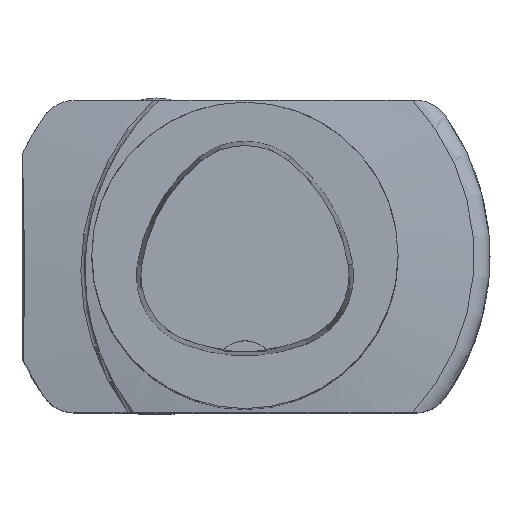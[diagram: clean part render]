
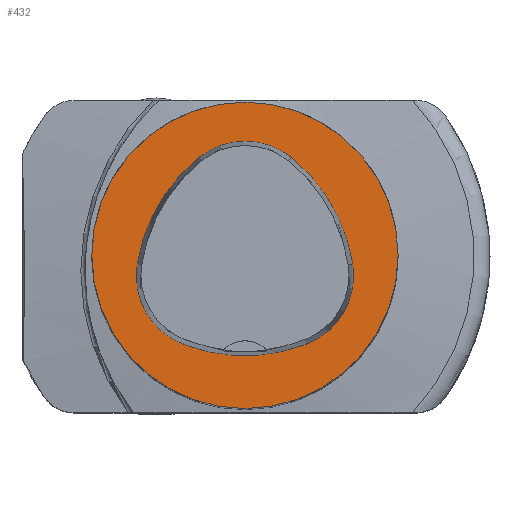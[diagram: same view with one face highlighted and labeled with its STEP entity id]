
A CAD part, top view. The second image highlights one B-rep face of the part: STEP entity #432.
In plain terms, the highlighted planar face has unit normal (0, 0, 1).
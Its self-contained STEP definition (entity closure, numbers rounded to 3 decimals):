
#432=ADVANCED_FACE('',(#1177,#1178),#761,.T.);
#761=PLANE('',#6155);
#1031=CIRCLE('',#6125,25.);
#1032=CIRCLE('',#6135,12.);
#1034=CIRCLE('',#6138,28.);
#1036=CIRCLE('',#6141,12.);
#1040=CIRCLE('',#6146,28.);
#1045=CIRCLE('',#6153,12.);
#1046=CIRCLE('',#6154,28.);
#1177=FACE_BOUND('',#1267,.T.);
#1178=FACE_BOUND('',#1268,.T.);
#1267=EDGE_LOOP('',(#1885));
#1268=EDGE_LOOP('',(#1886,#1887,#1888,#1889,#1890,#1891));
#1885=ORIENTED_EDGE('',*,*,#4182,.F.);
#1886=ORIENTED_EDGE('',*,*,#4213,.T.);
#1887=ORIENTED_EDGE('',*,*,#4219,.T.);
#1888=ORIENTED_EDGE('',*,*,#4220,.T.);
#1889=ORIENTED_EDGE('',*,*,#4199,.T.);
#1890=ORIENTED_EDGE('',*,*,#4203,.T.);
#1891=ORIENTED_EDGE('',*,*,#4206,.T.);
#3591=VERTEX_POINT('',#8178);
#3608=VERTEX_POINT('',#8213);
#3609=VERTEX_POINT('',#8214);
#3612=VERTEX_POINT('',#8222);
#3614=VERTEX_POINT('',#8228);
#3620=VERTEX_POINT('',#8244);
#3623=VERTEX_POINT('',#8259);
#4182=EDGE_CURVE('',#3591,#3591,#1031,.T.);
#4199=EDGE_CURVE('',#3608,#3609,#1032,.T.);
#4203=EDGE_CURVE('',#3609,#3612,#1034,.T.);
#4206=EDGE_CURVE('',#3612,#3614,#1036,.T.);
#4213=EDGE_CURVE('',#3614,#3620,#1040,.T.);
#4219=EDGE_CURVE('',#3620,#3623,#1045,.T.);
#4220=EDGE_CURVE('',#3623,#3608,#1046,.T.);
#6125=AXIS2_PLACEMENT_3D('',#8177,#6633,#6634);
#6135=AXIS2_PLACEMENT_3D('',#8212,#6661,#6662);
#6138=AXIS2_PLACEMENT_3D('',#8221,#6669,#6670);
#6141=AXIS2_PLACEMENT_3D('',#8227,#6676,#6677);
#6146=AXIS2_PLACEMENT_3D('',#8245,#6688,#6689);
#6153=AXIS2_PLACEMENT_3D('',#8258,#6702,#6703);
#6154=AXIS2_PLACEMENT_3D('',#8260,#6704,#6705);
#6155=AXIS2_PLACEMENT_3D('',#8261,#6706,#6707);
#6633=DIRECTION('',(0.,0.,-1.));
#6634=DIRECTION('',(-1.,0.,0.));
#6661=DIRECTION('',(0.,0.,-1.));
#6662=DIRECTION('',(-1.,0.,0.));
#6669=DIRECTION('',(0.,0.,-1.));
#6670=DIRECTION('',(-1.,0.,0.));
#6676=DIRECTION('',(0.,0.,-1.));
#6677=DIRECTION('',(-1.,0.,0.));
#6688=DIRECTION('',(0.,0.,-1.));
#6689=DIRECTION('',(-1.,0.,0.));
#6702=DIRECTION('',(0.,0.,-1.));
#6703=DIRECTION('',(-1.,0.,0.));
#6704=DIRECTION('',(0.,0.,-1.));
#6705=DIRECTION('',(-1.,0.,0.));
#6706=DIRECTION('',(0.,0.,1.));
#6707=DIRECTION('',(1.,0.,0.));
#8177=CARTESIAN_POINT('',(0.,0.,0.));
#8178=CARTESIAN_POINT('',(-25.,0.,0.));
#8212=CARTESIAN_POINT('',(0.011,6.62,0.));
#8213=CARTESIAN_POINT('',(-7.531,15.953,0.));
#8214=CARTESIAN_POINT('',(7.567,15.942,0.));
#8221=CARTESIAN_POINT('',(-10.063,-5.81,0.));
#8222=CARTESIAN_POINT('',(17.59,-1.418,0.));
#8227=CARTESIAN_POINT('',(5.739,-3.3,0.));
#8228=CARTESIAN_POINT('',(10.05,-14.499,0.));
#8244=CARTESIAN_POINT('',(-10.025,-14.516,0.));
#8245=CARTESIAN_POINT('',(-0.01,11.631,0.));
#8258=CARTESIAN_POINT('',(-5.733,-3.31,0.));
#8259=CARTESIAN_POINT('',(-17.584,-1.424,0.));
#8260=CARTESIAN_POINT('',(10.068,-5.824,0.));
#8261=CARTESIAN_POINT('',(0.,0.,0.));
